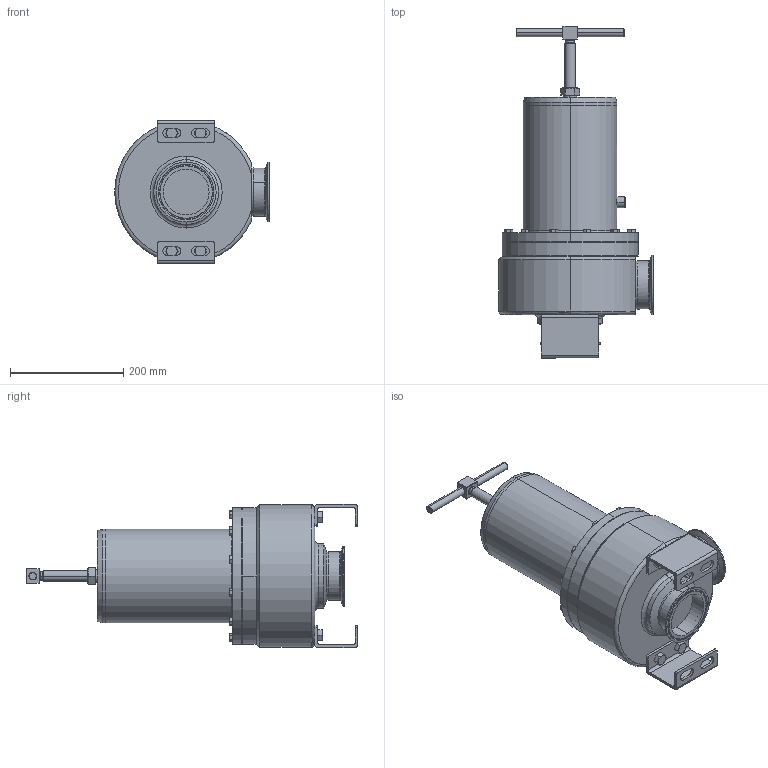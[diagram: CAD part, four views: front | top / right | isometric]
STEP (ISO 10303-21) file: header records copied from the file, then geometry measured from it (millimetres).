
FILE_DESCRIPTION (( 'STEP AP203' ), '1' );
FILE_NAME ('96DAA-80.STEP', '2017-06-07T15:15:16', ( '' ), ( '' ), 'SwSTEP 2.0', 'SolidWorks 2014', '' );
FILE_SCHEMA (( 'CONFIG_CONTROL_DESIGN' ));
Length unit declared in the file: inch
Products named in the file (2): 96DAA-80
Bounding box: 272.59 x 585.98 x 252.61 mm (x, y, z)
Volume: 12587917.4 mm3; surface area: 487421.9 mm2
Topology: 1 solids, 1 shells, 461 faces, 1100 edges, 680 vertices
Faces by surface type: plane 178, cone 133, cylinder 127, torus 23
Entity records: 14403 total; most frequent: CARTESIAN_POINT 3521, DIRECTION 2254, ORIENTED_EDGE 2200, EDGE_CURVE 1100, AXIS2_PLACEMENT_3D 897, VERTEX_POINT 680, EDGE_LOOP 556, FACE_OUTER_BOUND 461
